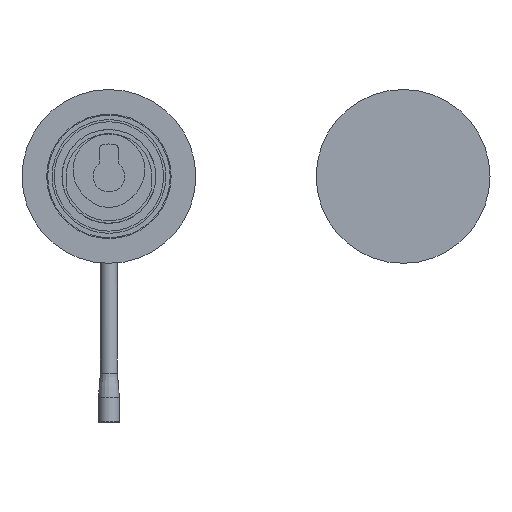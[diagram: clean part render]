
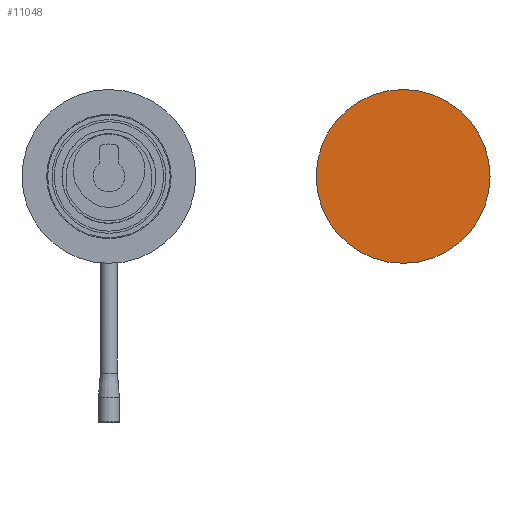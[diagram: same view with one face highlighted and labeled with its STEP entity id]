
A CAD part, left-side view. The second image highlights one B-rep face of the part: STEP entity #11048.
In plain terms, the highlighted planar face has unit normal (-1, 0, 0).
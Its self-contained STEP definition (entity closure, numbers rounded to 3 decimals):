
#3341=PLANE('',#11747);
#6683=ORIENTED_EDGE('',*,*,#8432,.F.);
#8432=EDGE_CURVE('',#9917,#9917,#10089,.F.);
#9917=VERTEX_POINT('',#18211);
#10089=CIRCLE('',#11748,32.5);
#10415=EDGE_LOOP('',(#6683));
#10761=FACE_BOUND('',#10415,.T.);
#11048=ADVANCED_FACE('',(#10761),#3341,.T.);
#11747=AXIS2_PLACEMENT_3D('',#18209,#13959,#13960);
#11748=AXIS2_PLACEMENT_3D('',#18210,#13961,#13962);
#13959=DIRECTION('',(-1.,0.,0.));
#13960=DIRECTION('',(0.,0.,-1.));
#13961=DIRECTION('',(-1.,0.,0.));
#13962=DIRECTION('',(0.,0.,-1.));
#18209=CARTESIAN_POINT('',(59.,-110.,-42.5));
#18210=CARTESIAN_POINT('',(59.,-110.,0.));
#18211=CARTESIAN_POINT('',(59.,-110.,-32.5));
